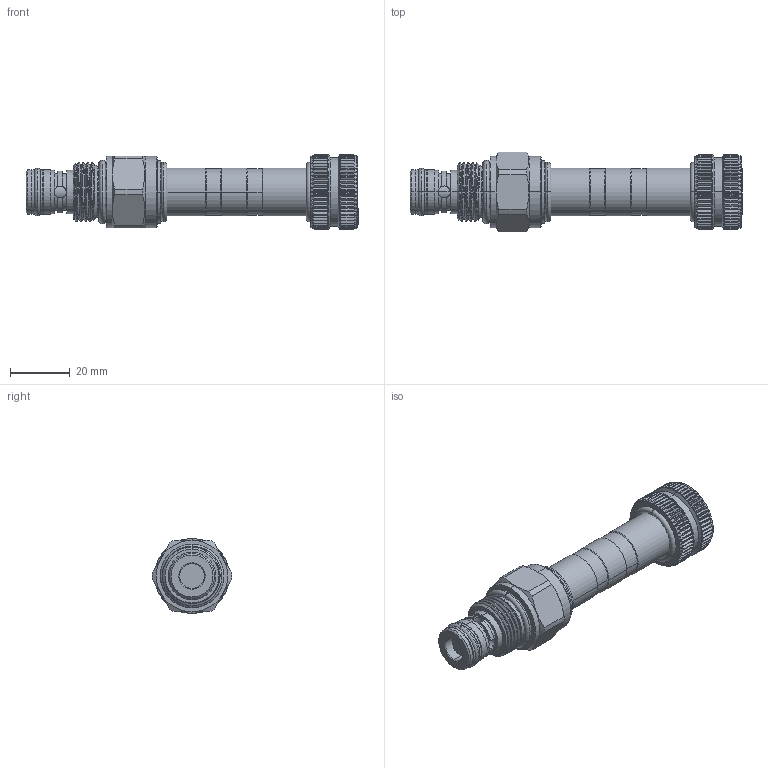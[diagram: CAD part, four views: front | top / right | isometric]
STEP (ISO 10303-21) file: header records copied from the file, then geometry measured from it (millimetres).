
FILE_DESCRIPTION (( 'STEP AP203' ), '1' );
FILE_NAME ('EP20M2C51N04.STEP', '2020-03-31T05:08:35', ( '' ), ( '' ), 'SwSTEP 2.0', 'SolidWorks 2018', '' );
FILE_SCHEMA (( 'CONFIG_CONTROL_DESIGN' ));
Length unit declared in the file: millimetre
Products named in the file (1): EP20M2C51N04
Bounding box: 110.85 x 26.66 x 25 mm (x, y, z)
Volume: 30747.8 mm3; surface area: 11017.4 mm2
Topology: 5 solids, 5 shells, 1014 faces, 2686 edges, 1697 vertices
Faces by surface type: plane 427, cylinder 410, cone 140, torus 26, bspline 11
Full cylindrical faces by diameter (mm): 16 x1
Entity records: 36009 total; most frequent: CARTESIAN_POINT 11727, ORIENTED_EDGE 5372, DIRECTION 4762, EDGE_CURVE 2686, AXIS2_PLACEMENT_3D 1843, VERTEX_POINT 1698, LINE 1076, VECTOR 1076
